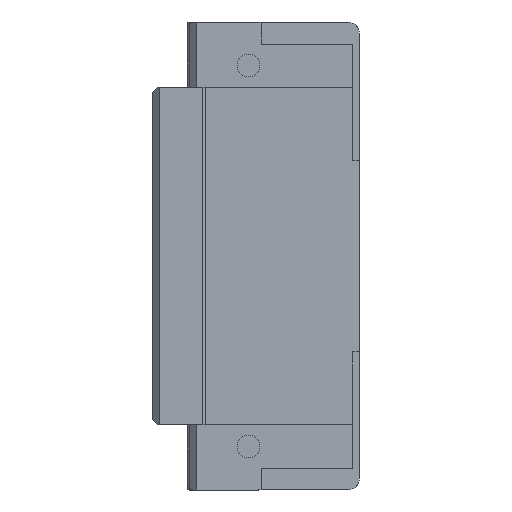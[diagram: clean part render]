
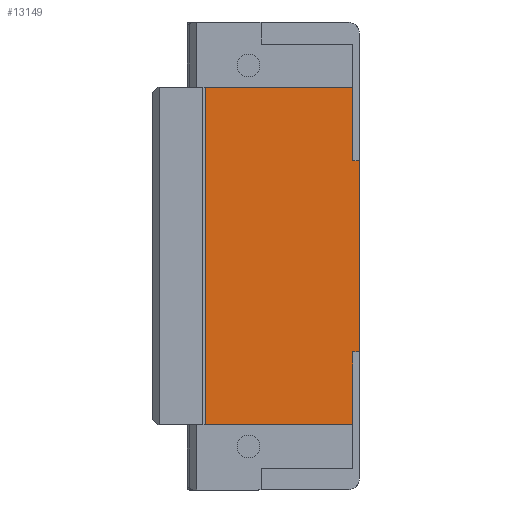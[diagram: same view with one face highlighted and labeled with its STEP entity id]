
A CAD part, left-side view. The second image highlights one B-rep face of the part: STEP entity #13149.
In plain terms, the highlighted planar face has unit normal (-1, 0, 0).
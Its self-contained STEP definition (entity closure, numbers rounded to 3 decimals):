
#76 = EDGE_CURVE ( 'NONE', #12874, #13188, #14348, .T. ) ;
#144 = EDGE_CURVE ( 'NONE', #13049, #13203, #6073, .T. ) ;
#160 = EDGE_CURVE ( 'NONE', #12821, #12874, #6053, .T. ) ;
#203 = EDGE_CURVE ( 'NONE', #13253, #13188, #5980, .T. ) ;
#225 = EDGE_CURVE ( 'NONE', #13203, #12976, #5965, .T. ) ;
#242 = EDGE_CURVE ( 'NONE', #13049, #13253, #5911, .T. ) ;
#1530 = CARTESIAN_POINT ( 'NONE',  ( -16.7, -3.9, 8.7 ) ) ;
#1562 = CARTESIAN_POINT ( 'NONE',  ( -16.7, -4.7, 31.55 ) ) ;
#1585 = CARTESIAN_POINT ( 'NONE',  ( -16.7, -4.7, 8.7 ) ) ;
#2550 = CARTESIAN_POINT ( 'NONE',  ( -16.7, 13.7, 0. ) ) ;
#3214 = VECTOR ( 'NONE', #6638, 1000. ) ;
#3216 = LINE ( 'NONE', #6639, #3214 ) ;
#3240 = VECTOR ( 'NONE', #6722, 1000. ) ;
#3242 = LINE ( 'NONE', #6723, #3240 ) ;
#3282 = FACE_OUTER_BOUND ( 'NONE', #6276, .T. ) ;
#3329 = CARTESIAN_POINT ( 'NONE',  ( -16.7, -3.9, 31.55 ) ) ;
#3587 = CARTESIAN_POINT ( 'NONE',  ( -16.7, -3.9, 0. ) ) ;
#3958 = CARTESIAN_POINT ( 'NONE',  ( -16.7, -3.9, 40.3 ) ) ;
#4429 = AXIS2_PLACEMENT_3D ( 'NONE', #5455, #5424, #5421 ) ;
#5143 = EDGE_CURVE ( 'NONE', #12976, #12843, #3242, .T. ) ;
#5170 = EDGE_CURVE ( 'NONE', #12843, #12821, #3216, .T. ) ;
#5421 = DIRECTION ( 'NONE',  ( 0., 0., -1. ) ) ;
#5424 = DIRECTION ( 'NONE',  ( 1., 0., 0. ) ) ;
#5430 = PLANE ( 'NONE',  #4429 ) ;
#5455 = CARTESIAN_POINT ( 'NONE',  ( -16.7, -4.7, 40.3 ) ) ;
#5910 = VECTOR ( 'NONE', #11442, 1000. ) ;
#5911 = LINE ( 'NONE', #11443, #5910 ) ;
#5951 = VECTOR ( 'NONE', #11513, 1000. ) ;
#5965 = LINE ( 'NONE', #11518, #5951 ) ;
#5979 = VECTOR ( 'NONE', #11661, 1000. ) ;
#5980 = LINE ( 'NONE', #11662, #5979 ) ;
#6053 = LINE ( 'NONE', #11837, #6055 ) ;
#6055 = VECTOR ( 'NONE', #11836, 1000. ) ;
#6073 = LINE ( 'NONE', #11905, #6076 ) ;
#6076 = VECTOR ( 'NONE', #11900, 1000. ) ;
#6276 = EDGE_LOOP ( 'NONE', ( #6468, #14175, #14163, #14024, #14026, #14028, #14030, #14031 ) ) ;
#6468 = ORIENTED_EDGE ( 'NONE', *, *, #225, .F. ) ;
#6638 = DIRECTION ( 'NONE',  ( 0., 0., -1. ) ) ;
#6639 = CARTESIAN_POINT ( 'NONE',  ( -16.7, -4.7, 40.3 ) ) ;
#6722 = DIRECTION ( 'NONE',  ( 0., -1., 0. ) ) ;
#6723 = CARTESIAN_POINT ( 'NONE',  ( -16.7, -4.7, 31.55 ) ) ;
#8514 = CARTESIAN_POINT ( 'NONE',  ( -16.7, 13.7, 40.3 ) ) ;
#11442 = DIRECTION ( 'NONE',  ( 0., 0., -1. ) ) ;
#11443 = CARTESIAN_POINT ( 'NONE',  ( -16.7, 13.7, 40.3 ) ) ;
#11513 = DIRECTION ( 'NONE',  ( 0., 0., -1. ) ) ;
#11518 = CARTESIAN_POINT ( 'NONE',  ( -16.7, -3.9, 40.3 ) ) ;
#11661 = DIRECTION ( 'NONE',  ( 0., -1., 0. ) ) ;
#11662 = CARTESIAN_POINT ( 'NONE',  ( -16.7, -4.7, 0. ) ) ;
#11836 = DIRECTION ( 'NONE',  ( 0., 1., 0. ) ) ;
#11837 = CARTESIAN_POINT ( 'NONE',  ( -16.7, -4.7, 8.7 ) ) ;
#11900 = DIRECTION ( 'NONE',  ( 0., -1., 0. ) ) ;
#11905 = CARTESIAN_POINT ( 'NONE',  ( -16.7, -4.7, 40.3 ) ) ;
#12290 = DIRECTION ( 'NONE',  ( 0., 0., -1. ) ) ;
#12291 = CARTESIAN_POINT ( 'NONE',  ( -16.7, -3.9, 40.3 ) ) ;
#12821 = VERTEX_POINT ( 'NONE', #1585 ) ;
#12843 = VERTEX_POINT ( 'NONE', #1562 ) ;
#12874 = VERTEX_POINT ( 'NONE', #1530 ) ;
#12976 = VERTEX_POINT ( 'NONE', #3329 ) ;
#13049 = VERTEX_POINT ( 'NONE', #8514 ) ;
#13149 = ADVANCED_FACE ( 'NONE', ( #3282 ), #5430, .F. ) ;
#13188 = VERTEX_POINT ( 'NONE', #3587 ) ;
#13203 = VERTEX_POINT ( 'NONE', #3958 ) ;
#13253 = VERTEX_POINT ( 'NONE', #2550 ) ;
#14024 = ORIENTED_EDGE ( 'NONE', *, *, #203, .T. ) ;
#14026 = ORIENTED_EDGE ( 'NONE', *, *, #76, .F. ) ;
#14028 = ORIENTED_EDGE ( 'NONE', *, *, #160, .F. ) ;
#14030 = ORIENTED_EDGE ( 'NONE', *, *, #5170, .F. ) ;
#14031 = ORIENTED_EDGE ( 'NONE', *, *, #5143, .F. ) ;
#14163 = ORIENTED_EDGE ( 'NONE', *, *, #242, .T. ) ;
#14175 = ORIENTED_EDGE ( 'NONE', *, *, #144, .F. ) ;
#14347 = VECTOR ( 'NONE', #12290, 1000. ) ;
#14348 = LINE ( 'NONE', #12291, #14347 ) ;
